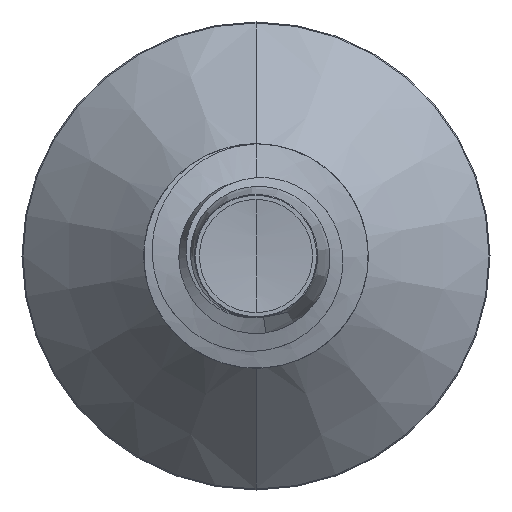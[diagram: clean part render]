
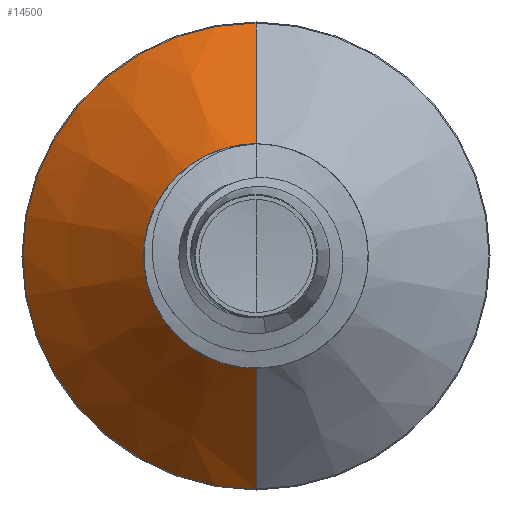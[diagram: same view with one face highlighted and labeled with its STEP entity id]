
A CAD part, front view. The second image highlights one B-rep face of the part: STEP entity #14500.
In plain terms, the highlighted conical face has half-angle 45 degrees and reference radius 1.633 mm.
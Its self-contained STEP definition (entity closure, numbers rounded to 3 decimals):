
#149 = CARTESIAN_POINT ( 'NONE',  ( 0., 9.335, -3.635 ) ) ;
#385 = LINE ( 'NONE', #4108, #14690 ) ;
#732 = CIRCLE ( 'NONE', #10626, 3.635 ) ;
#882 = VECTOR ( 'NONE', #12427, 1000. ) ;
#955 = LINE ( 'NONE', #11386, #882 ) ;
#1803 = AXIS2_PLACEMENT_3D ( 'NONE', #13742, #15072, #7631 ) ;
#2245 = CARTESIAN_POINT ( 'NONE',  ( 0., 9.335, 3.635 ) ) ;
#3332 = CIRCLE ( 'NONE', #7344, 1.632 ) ;
#3507 = VERTEX_POINT ( 'NONE', #2245 ) ;
#4108 = CARTESIAN_POINT ( 'NONE',  ( 0., 7.332, -1.632 ) ) ;
#4280 = DIRECTION ( 'NONE',  ( 0., 0., 1. ) ) ;
#4291 = DIRECTION ( 'NONE',  ( 0., 1., 0. ) ) ;
#4294 = CARTESIAN_POINT ( 'NONE',  ( 0., 9.335, 0. ) ) ;
#4467 = DIRECTION ( 'NONE',  ( 0., 0.707, -0.707 ) ) ;
#4614 = VERTEX_POINT ( 'NONE', #5287 ) ;
#4741 = EDGE_CURVE ( 'NONE', #12414, #3507, #732, .T. ) ;
#5287 = CARTESIAN_POINT ( 'NONE',  ( 0., 7.332, 1.632 ) ) ;
#6583 = ORIENTED_EDGE ( 'NONE', *, *, #12007, .F. ) ;
#7344 = AXIS2_PLACEMENT_3D ( 'NONE', #7618, #14458, #8783 ) ;
#7618 = CARTESIAN_POINT ( 'NONE',  ( 0., 7.332, 0. ) ) ;
#7631 = DIRECTION ( 'NONE',  ( 0., 0., 1. ) ) ;
#8783 = DIRECTION ( 'NONE',  ( 0., 0., 1. ) ) ;
#9472 = CONICAL_SURFACE ( 'NONE', #1803, 1.632, 0.785 ) ;
#10626 = AXIS2_PLACEMENT_3D ( 'NONE', #4294, #4291, #4280 ) ;
#11386 = CARTESIAN_POINT ( 'NONE',  ( 0., 7.332, 1.632 ) ) ;
#12007 = EDGE_CURVE ( 'NONE', #12813, #12414, #385, .T. ) ;
#12303 = FACE_OUTER_BOUND ( 'NONE', #13051, .T. ) ;
#12414 = VERTEX_POINT ( 'NONE', #149 ) ;
#12427 = DIRECTION ( 'NONE',  ( 0., 0.707, 0.707 ) ) ;
#12503 = ORIENTED_EDGE ( 'NONE', *, *, #13024, .T. ) ;
#12546 = ORIENTED_EDGE ( 'NONE', *, *, #14122, .T. ) ;
#12623 = ORIENTED_EDGE ( 'NONE', *, *, #4741, .F. ) ;
#12813 = VERTEX_POINT ( 'NONE', #13461 ) ;
#13024 = EDGE_CURVE ( 'NONE', #12813, #4614, #3332, .T. ) ;
#13051 = EDGE_LOOP ( 'NONE', ( #6583, #12503, #12546, #12623 ) ) ;
#13461 = CARTESIAN_POINT ( 'NONE',  ( 0., 7.332, -1.632 ) ) ;
#13742 = CARTESIAN_POINT ( 'NONE',  ( 0., 7.332, 0. ) ) ;
#14122 = EDGE_CURVE ( 'NONE', #4614, #3507, #955, .T. ) ;
#14458 = DIRECTION ( 'NONE',  ( 0., 1., 0. ) ) ;
#14500 = ADVANCED_FACE ( 'NONE', ( #12303 ), #9472, .T. ) ;
#14690 = VECTOR ( 'NONE', #4467, 1000. ) ;
#15072 = DIRECTION ( 'NONE',  ( 0., 1., 0. ) ) ;
